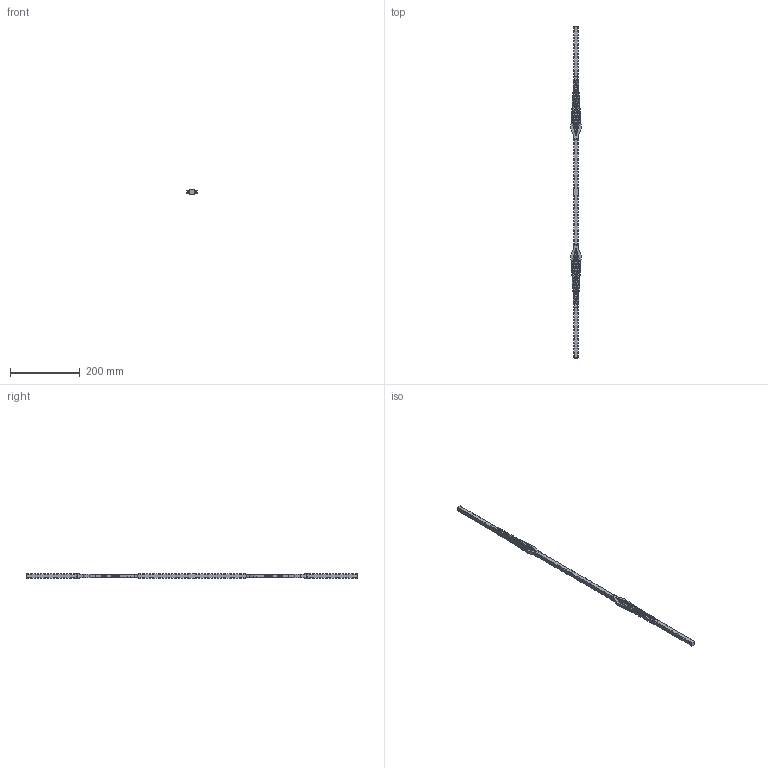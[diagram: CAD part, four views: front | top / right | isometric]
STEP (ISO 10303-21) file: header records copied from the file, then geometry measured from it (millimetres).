
FILE_DESCRIPTION (( 'STEP AP203' ), '1' );
FILE_NAME ('578-3.STEP', '2023-05-02T06:40:29', ( '' ), ( '' ), 'SwSTEP 2.0', 'SolidWorks 2018', '' );
FILE_SCHEMA (( 'CONFIG_CONTROL_DESIGN' ));
Length unit declared in the file: millimetre
Products named in the file (1): 578-3
Bounding box: 29.41 x 950 x 12 mm (x, y, z)
Volume: 128756.4 mm3; surface area: 52672.8 mm2
Topology: 1 solids, 1 shells, 944 faces, 2700 edges, 1608 vertices
Faces by surface type: plane 405, bspline 223, cylinder 220, torus 96
Entity records: 36443 total; most frequent: CARTESIAN_POINT 15744, ORIENTED_EDGE 5064, DIRECTION 3358, EDGE_CURVE 2532, VERTEX_POINT 1608, LINE 1322, VECTOR 1322, AXIS2_PLACEMENT_3D 1018
